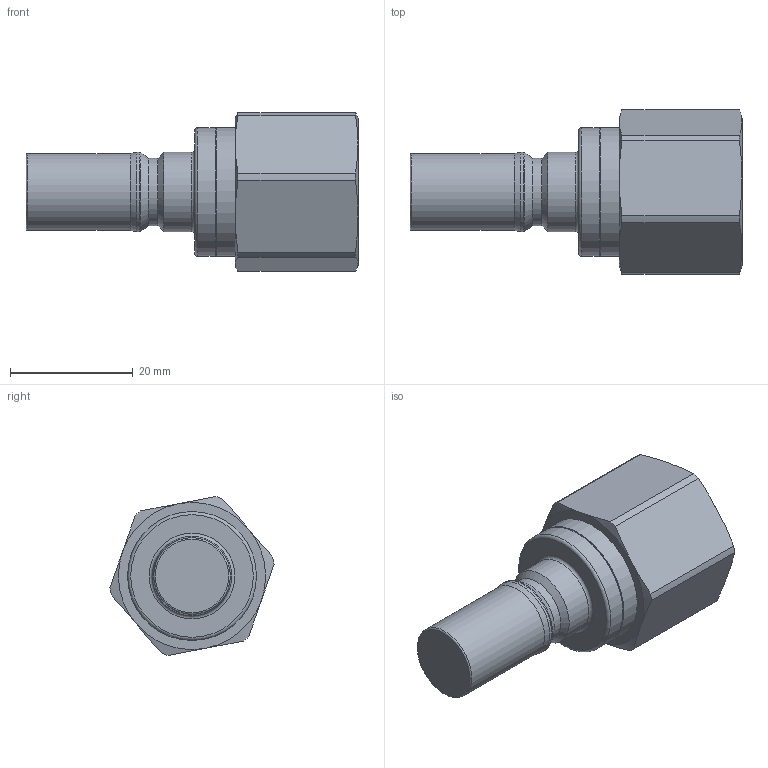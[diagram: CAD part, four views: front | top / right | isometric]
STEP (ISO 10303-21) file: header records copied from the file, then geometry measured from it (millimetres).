
FILE_DESCRIPTION((''),'2;1');
FILE_NAME('206sliw21mpn.stp','2014-05-12T07:00:18',('IA176480'),(''),'Autodesk Inventor 2013','Autodesk Inventor 2013','');
FILE_SCHEMA(('AUTOMOTIVE_DESIGN { 1 0 10303 214 1 1 1 1 }'));
Length unit declared in the file: millimetre
Products named in the file (1): D110485
Bounding box: 54.15 x 26.77 x 25.9 mm (x, y, z)
Volume: 12258.8 mm3; surface area: 5256.7 mm2
Topology: 1 solids, 4 shells, 65 faces, 135 edges, 82 vertices
Faces by surface type: cone 23, cylinder 19, plane 18, torus 5
Full cylindrical faces by diameter (mm): 10.2 x1, 11 x1, 12.5 x1, 12.95 x2, 15.084 x1, 16.65 x2, 17 x2, 18.631 x1, 21 x2
Entity records: 1566 total; most frequent: CARTESIAN_POINT 288, DIRECTION 270, ORIENTED_EDGE 198, AXIS2_PLACEMENT_3D 129, EDGE_LOOP 104, EDGE_CURVE 99, VERTEX_POINT 75, FACE_OUTER_BOUND 65
